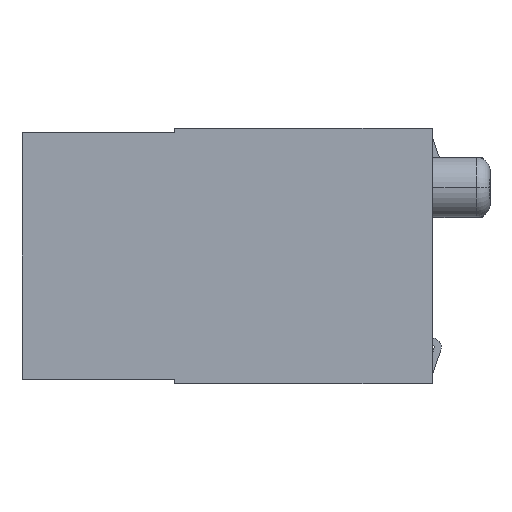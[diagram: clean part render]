
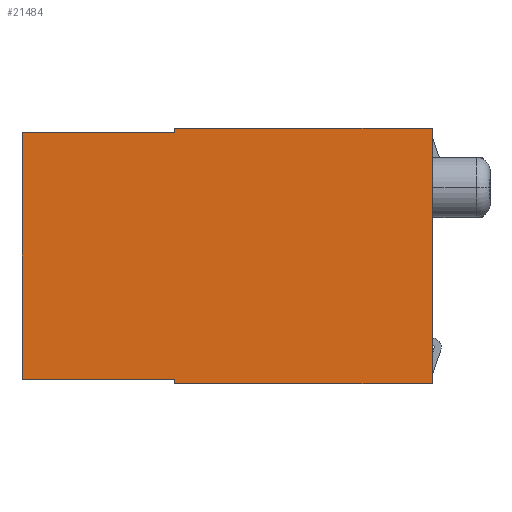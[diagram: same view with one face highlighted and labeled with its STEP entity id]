
A CAD part, left-side view. The second image highlights one B-rep face of the part: STEP entity #21484.
In plain terms, the highlighted planar face has unit normal (-1, 0, 0).
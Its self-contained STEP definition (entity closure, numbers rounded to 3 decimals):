
#1=DIRECTION('',(0.,0.,-1.));
#2=VECTOR('',#1,5.6);
#3=CARTESIAN_POINT('',(-11.,0.,2.8));
#4=LINE('',#3,#2);
#5=DIRECTION('',(0.,1.,0.));
#6=VECTOR('',#5,5.65);
#7=CARTESIAN_POINT('',(-11.,0.,-2.8));
#8=LINE('',#7,#6);
#9=DIRECTION('',(0.,0.,1.));
#10=VECTOR('',#9,0.1);
#11=CARTESIAN_POINT('',(-11.,5.65,-2.8));
#12=LINE('',#11,#10);
#13=DIRECTION('',(0.,1.,0.));
#14=VECTOR('',#13,3.35);
#15=CARTESIAN_POINT('',(-11.,5.65,-2.7));
#16=LINE('',#15,#14);
#17=DIRECTION('',(0.,0.,1.));
#18=VECTOR('',#17,5.4);
#19=CARTESIAN_POINT('',(-11.,9.,-2.7));
#20=LINE('',#19,#18);
#21=DIRECTION('',(0.,-1.,0.));
#22=VECTOR('',#21,3.35);
#23=CARTESIAN_POINT('',(-11.,9.,2.7));
#24=LINE('',#23,#22);
#25=DIRECTION('',(0.,0.,1.));
#26=VECTOR('',#25,0.1);
#27=CARTESIAN_POINT('',(-11.,5.65,2.7));
#28=LINE('',#27,#26);
#29=DIRECTION('',(0.,-1.,0.));
#30=VECTOR('',#29,5.65);
#31=CARTESIAN_POINT('',(-11.,5.65,2.8));
#32=LINE('',#31,#30);
#16273=CARTESIAN_POINT('',(-11.,0.,2.8));
#16274=CARTESIAN_POINT('',(-11.,0.,-2.8));
#16275=VERTEX_POINT('',#16273);
#16276=VERTEX_POINT('',#16274);
#16277=CARTESIAN_POINT('',(-11.,5.65,-2.8));
#16278=VERTEX_POINT('',#16277);
#16279=CARTESIAN_POINT('',(-11.,5.65,-2.7));
#16280=VERTEX_POINT('',#16279);
#16281=CARTESIAN_POINT('',(-11.,9.,-2.7));
#16282=VERTEX_POINT('',#16281);
#16283=CARTESIAN_POINT('',(-11.,9.,2.7));
#16284=VERTEX_POINT('',#16283);
#16285=CARTESIAN_POINT('',(-11.,5.65,2.7));
#16286=VERTEX_POINT('',#16285);
#16287=CARTESIAN_POINT('',(-11.,5.65,2.8));
#16288=VERTEX_POINT('',#16287);
#21461=CARTESIAN_POINT('',(-11.,0.,0.));
#21462=DIRECTION('',(1.,0.,0.));
#21463=DIRECTION('',(0.,0.,-1.));
#21464=AXIS2_PLACEMENT_3D('',#21461,#21462,#21463);
#21465=PLANE('',#21464);
#21467=ORIENTED_EDGE('',*,*,#21466,.T.);
#21469=ORIENTED_EDGE('',*,*,#21468,.T.);
#21471=ORIENTED_EDGE('',*,*,#21470,.T.);
#21473=ORIENTED_EDGE('',*,*,#21472,.T.);
#21475=ORIENTED_EDGE('',*,*,#21474,.T.);
#21477=ORIENTED_EDGE('',*,*,#21476,.T.);
#21479=ORIENTED_EDGE('',*,*,#21478,.T.);
#21481=ORIENTED_EDGE('',*,*,#21480,.T.);
#21482=EDGE_LOOP('',(#21467,#21469,#21471,#21473,#21475,#21477,#21479,#21481));
#21483=FACE_OUTER_BOUND('',#21482,.F.);
#21466=EDGE_CURVE('',#16275,#16276,#4,.T.);
#21468=EDGE_CURVE('',#16276,#16278,#8,.T.);
#21470=EDGE_CURVE('',#16278,#16280,#12,.T.);
#21472=EDGE_CURVE('',#16280,#16282,#16,.T.);
#21474=EDGE_CURVE('',#16282,#16284,#20,.T.);
#21476=EDGE_CURVE('',#16284,#16286,#24,.T.);
#21478=EDGE_CURVE('',#16286,#16288,#28,.T.);
#21480=EDGE_CURVE('',#16288,#16275,#32,.T.);
#21484=ADVANCED_FACE('',(#21483),#21465,.F.);
